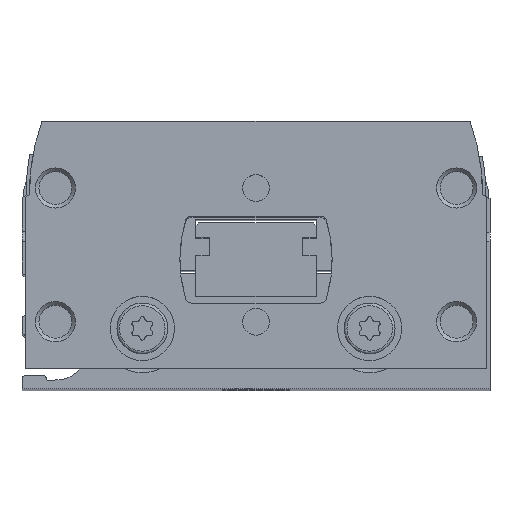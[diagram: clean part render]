
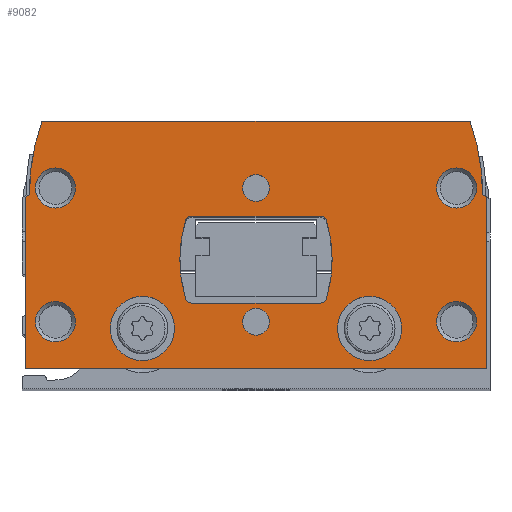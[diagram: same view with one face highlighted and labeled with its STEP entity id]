
A CAD part, top view. The second image highlights one B-rep face of the part: STEP entity #9082.
In plain terms, the highlighted planar face has unit normal (0, 0, 1).
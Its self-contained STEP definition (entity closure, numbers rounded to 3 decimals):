
#604=CIRCLE('',#9837,16.5);
#610=CIRCLE('',#9849,16.5);
#613=CIRCLE('',#9853,0.5);
#614=CIRCLE('',#9855,10.);
#617=CIRCLE('',#9859,10.);
#618=CIRCLE('',#9861,0.5);
#637=CIRCLE('',#9884,2.4);
#638=CIRCLE('',#9885,2.4);
#639=CIRCLE('',#9886,1.);
#640=CIRCLE('',#9887,1.);
#641=CIRCLE('',#9888,1.5);
#642=CIRCLE('',#9889,1.5);
#643=CIRCLE('',#9890,1.5);
#644=CIRCLE('',#9891,1.5);
#645=CIRCLE('',#9892,0.5);
#646=CIRCLE('',#9893,0.5);
#1998=ORIENTED_EDGE('',*,*,#3624,.F.);
#1999=ORIENTED_EDGE('',*,*,#3625,.F.);
#2000=ORIENTED_EDGE('',*,*,#3626,.T.);
#2001=ORIENTED_EDGE('',*,*,#3627,.T.);
#2002=ORIENTED_EDGE('',*,*,#3628,.T.);
#2003=ORIENTED_EDGE('',*,*,#3629,.T.);
#2004=ORIENTED_EDGE('',*,*,#3630,.T.);
#2005=ORIENTED_EDGE('',*,*,#3631,.T.);
#2006=ORIENTED_EDGE('',*,*,#3587,.F.);
#2007=ORIENTED_EDGE('',*,*,#3606,.F.);
#2008=ORIENTED_EDGE('',*,*,#3599,.F.);
#2009=ORIENTED_EDGE('',*,*,#3596,.F.);
#2010=ORIENTED_EDGE('',*,*,#3632,.F.);
#2011=ORIENTED_EDGE('',*,*,#3633,.F.);
#2012=ORIENTED_EDGE('',*,*,#3634,.F.);
#2013=ORIENTED_EDGE('',*,*,#3590,.F.);
#2014=ORIENTED_EDGE('',*,*,#3574,.T.);
#2015=ORIENTED_EDGE('',*,*,#3568,.T.);
#2016=ORIENTED_EDGE('',*,*,#3608,.T.);
#2017=ORIENTED_EDGE('',*,*,#3539,.T.);
#2018=ORIENTED_EDGE('',*,*,#3544,.T.);
#2019=ORIENTED_EDGE('',*,*,#3548,.T.);
#2020=ORIENTED_EDGE('',*,*,#3623,.T.);
#2021=ORIENTED_EDGE('',*,*,#3580,.T.);
#3539=EDGE_CURVE('',#4458,#4457,#5097,.T.);
#3544=EDGE_CURVE('',#4457,#4461,#5102,.T.);
#3548=EDGE_CURVE('',#4461,#4463,#604,.T.);
#3568=EDGE_CURVE('',#4478,#4480,#5120,.T.);
#3574=EDGE_CURVE('',#4484,#4478,#5126,.T.);
#3580=EDGE_CURVE('',#4489,#4484,#610,.T.);
#3587=EDGE_CURVE('',#4493,#4494,#613,.T.);
#3590=EDGE_CURVE('',#4494,#4495,#614,.T.);
#3596=EDGE_CURVE('',#4499,#4500,#617,.T.);
#3599=EDGE_CURVE('',#4500,#4502,#618,.T.);
#3606=EDGE_CURVE('',#4502,#4493,#5140,.T.);
#3608=EDGE_CURVE('',#4480,#4458,#5142,.T.);
#3623=EDGE_CURVE('',#4463,#4489,#5143,.T.);
#3624=EDGE_CURVE('',#4521,#4521,#637,.T.);
#3625=EDGE_CURVE('',#4522,#4522,#638,.T.);
#3626=EDGE_CURVE('',#4523,#4523,#639,.T.);
#3627=EDGE_CURVE('',#4524,#4524,#640,.T.);
#3628=EDGE_CURVE('',#4525,#4525,#641,.T.);
#3629=EDGE_CURVE('',#4526,#4526,#642,.T.);
#3630=EDGE_CURVE('',#4527,#4527,#643,.T.);
#3631=EDGE_CURVE('',#4528,#4528,#644,.T.);
#3632=EDGE_CURVE('',#4529,#4499,#645,.T.);
#3633=EDGE_CURVE('',#4530,#4529,#5144,.T.);
#3634=EDGE_CURVE('',#4495,#4530,#646,.T.);
#4457=VERTEX_POINT('',#14172);
#4458=VERTEX_POINT('',#14174);
#4461=VERTEX_POINT('',#14182);
#4463=VERTEX_POINT('',#14189);
#4478=VERTEX_POINT('',#14223);
#4480=VERTEX_POINT('',#14228);
#4484=VERTEX_POINT('',#14239);
#4489=VERTEX_POINT('',#14254);
#4493=VERTEX_POINT('',#14268);
#4494=VERTEX_POINT('',#14270);
#4495=VERTEX_POINT('',#14278);
#4499=VERTEX_POINT('',#14291);
#4500=VERTEX_POINT('',#14293);
#4502=VERTEX_POINT('',#14302);
#4521=VERTEX_POINT('',#14350);
#4522=VERTEX_POINT('',#14352);
#4523=VERTEX_POINT('',#14354);
#4524=VERTEX_POINT('',#14356);
#4525=VERTEX_POINT('',#14358);
#4526=VERTEX_POINT('',#14360);
#4527=VERTEX_POINT('',#14362);
#4528=VERTEX_POINT('',#14364);
#4529=VERTEX_POINT('',#14366);
#4530=VERTEX_POINT('',#14368);
#5097=LINE('',#14173,#5603);
#5102=LINE('',#14183,#5608);
#5120=LINE('',#14229,#5626);
#5126=LINE('',#14241,#5632);
#5140=LINE('',#14314,#5646);
#5142=LINE('',#14317,#5648);
#5143=LINE('',#14347,#5649);
#5144=LINE('',#14367,#5650);
#5603=VECTOR('',#11628,1000.);
#5608=VECTOR('',#11635,1000.);
#5626=VECTOR('',#11671,1000.);
#5632=VECTOR('',#11681,1000.);
#5646=VECTOR('',#11737,1000.);
#5648=VECTOR('',#11741,1000.);
#5649=VECTOR('',#11772,1000.);
#5650=VECTOR('',#11793,1000.);
#6142=EDGE_LOOP('',(#1998));
#6143=EDGE_LOOP('',(#1999));
#6144=EDGE_LOOP('',(#2000));
#6145=EDGE_LOOP('',(#2001));
#6146=EDGE_LOOP('',(#2002));
#6147=EDGE_LOOP('',(#2003));
#6148=EDGE_LOOP('',(#2004));
#6149=EDGE_LOOP('',(#2005));
#6150=EDGE_LOOP('',(#2006,#2007,#2008,#2009,#2010,#2011,#2012,#2013));
#6151=EDGE_LOOP('',(#2014,#2015,#2016,#2017,#2018,#2019,#2020,#2021));
#6850=FACE_BOUND('',#6142,.T.);
#6851=FACE_BOUND('',#6143,.T.);
#6852=FACE_BOUND('',#6144,.T.);
#6853=FACE_BOUND('',#6145,.T.);
#6854=FACE_BOUND('',#6146,.T.);
#6855=FACE_BOUND('',#6147,.T.);
#6856=FACE_BOUND('',#6148,.T.);
#6857=FACE_BOUND('',#6149,.T.);
#6858=FACE_BOUND('',#6150,.T.);
#6859=FACE_BOUND('',#6151,.T.);
#7329=PLANE('',#9883);
#9082=ADVANCED_FACE('',(#6850,#6851,#6852,#6853,#6854,#6855,#6856,#6857,
#6858,#6859),#7329,.T.);
#9837=AXIS2_PLACEMENT_3D('',#14190,#11642,#11643);
#9849=AXIS2_PLACEMENT_3D('',#14253,#11692,#11693);
#9853=AXIS2_PLACEMENT_3D('',#14269,#11703,#11704);
#9855=AXIS2_PLACEMENT_3D('',#14277,#11708,#11709);
#9859=AXIS2_PLACEMENT_3D('',#14292,#11718,#11719);
#9861=AXIS2_PLACEMENT_3D('',#14301,#11723,#11724);
#9883=AXIS2_PLACEMENT_3D('',#14348,#11773,#11774);
#9884=AXIS2_PLACEMENT_3D('',#14349,#11775,#11776);
#9885=AXIS2_PLACEMENT_3D('',#14351,#11777,#11778);
#9886=AXIS2_PLACEMENT_3D('',#14353,#11779,#11780);
#9887=AXIS2_PLACEMENT_3D('',#14355,#11781,#11782);
#9888=AXIS2_PLACEMENT_3D('',#14357,#11783,#11784);
#9889=AXIS2_PLACEMENT_3D('',#14359,#11785,#11786);
#9890=AXIS2_PLACEMENT_3D('',#14361,#11787,#11788);
#9891=AXIS2_PLACEMENT_3D('',#14363,#11789,#11790);
#9892=AXIS2_PLACEMENT_3D('',#14365,#11791,#11792);
#9893=AXIS2_PLACEMENT_3D('',#14369,#11794,#11795);
#11628=DIRECTION('',(0.,1.,0.));
#11635=DIRECTION('',(-0.866,0.5,0.));
#11642=DIRECTION('',(0.,0.,1.));
#11643=DIRECTION('',(1.,0.,0.));
#11671=DIRECTION('',(0.,-1.,0.));
#11681=DIRECTION('',(-0.866,-0.5,0.));
#11692=DIRECTION('',(0.,0.,1.));
#11693=DIRECTION('',(1.,0.,0.));
#11703=DIRECTION('',(0.,0.,1.));
#11704=DIRECTION('',(1.,0.,0.));
#11708=DIRECTION('',(0.,0.,1.));
#11709=DIRECTION('',(1.,0.,0.));
#11718=DIRECTION('',(0.,0.,1.));
#11719=DIRECTION('',(1.,0.,0.));
#11723=DIRECTION('',(0.,0.,1.));
#11724=DIRECTION('',(1.,0.,0.));
#11737=DIRECTION('',(-1.,0.,0.));
#11741=DIRECTION('',(1.,0.,0.));
#11772=DIRECTION('',(-1.,0.,0.));
#11773=DIRECTION('',(0.,0.,1.));
#11774=DIRECTION('',(1.,0.,0.));
#11775=DIRECTION('',(0.,0.,1.));
#11776=DIRECTION('',(1.,0.,0.));
#11777=DIRECTION('',(0.,0.,1.));
#11778=DIRECTION('',(1.,0.,0.));
#11779=DIRECTION('',(0.,0.,-1.));
#11780=DIRECTION('',(-1.,0.,0.));
#11781=DIRECTION('',(0.,0.,-1.));
#11782=DIRECTION('',(-1.,0.,0.));
#11783=DIRECTION('',(0.,0.,-1.));
#11784=DIRECTION('',(-1.,0.,0.));
#11785=DIRECTION('',(0.,0.,-1.));
#11786=DIRECTION('',(-1.,0.,0.));
#11787=DIRECTION('',(0.,0.,-1.));
#11788=DIRECTION('',(-1.,0.,0.));
#11789=DIRECTION('',(0.,0.,-1.));
#11790=DIRECTION('',(-1.,0.,0.));
#11791=DIRECTION('',(0.,0.,1.));
#11792=DIRECTION('',(1.,0.,0.));
#11793=DIRECTION('',(1.,0.,0.));
#11794=DIRECTION('',(0.,0.,1.));
#11795=DIRECTION('',(1.,0.,0.));
#14172=CARTESIAN_POINT('',(17.25,12.827,0.));
#14173=CARTESIAN_POINT('',(17.25,0.,0.));
#14174=CARTESIAN_POINT('',(17.25,0.,0.));
#14182=CARTESIAN_POINT('',(16.95,13.,0.));
#14183=CARTESIAN_POINT('',(17.25,12.827,0.));
#14189=CARTESIAN_POINT('',(16.006,18.5,0.));
#14190=CARTESIAN_POINT('',(0.45,13.,0.));
#14223=CARTESIAN_POINT('',(-17.25,12.827,0.));
#14228=CARTESIAN_POINT('',(-17.25,0.,0.));
#14229=CARTESIAN_POINT('',(-17.25,12.827,0.));
#14239=CARTESIAN_POINT('',(-16.95,13.,0.));
#14241=CARTESIAN_POINT('',(-16.95,13.,0.));
#14253=CARTESIAN_POINT('',(-0.45,13.,0.));
#14254=CARTESIAN_POINT('',(-16.006,18.5,0.));
#14268=CARTESIAN_POINT('',(-4.793,11.4,0.));
#14269=CARTESIAN_POINT('',(-4.793,10.9,0.));
#14270=CARTESIAN_POINT('',(-5.272,11.045,0.));
#14277=CARTESIAN_POINT('',(4.3,8.15,0.));
#14278=CARTESIAN_POINT('',(-5.272,5.255,0.));
#14291=CARTESIAN_POINT('',(5.272,5.255,0.));
#14292=CARTESIAN_POINT('',(-4.3,8.15,0.));
#14293=CARTESIAN_POINT('',(5.272,11.045,0.));
#14301=CARTESIAN_POINT('',(4.793,10.9,0.));
#14302=CARTESIAN_POINT('',(4.793,11.4,0.));
#14314=CARTESIAN_POINT('',(4.793,11.4,0.));
#14317=CARTESIAN_POINT('',(-17.25,0.,0.));
#14347=CARTESIAN_POINT('',(16.006,18.5,0.));
#14348=CARTESIAN_POINT('',(0.45,13.,0.));
#14349=CARTESIAN_POINT('',(-8.5,3.,0.));
#14350=CARTESIAN_POINT('',(-6.1,3.,0.));
#14351=CARTESIAN_POINT('',(8.5,3.,0.));
#14352=CARTESIAN_POINT('',(10.9,3.,0.));
#14353=CARTESIAN_POINT('',(0.,13.5,0.));
#14354=CARTESIAN_POINT('',(-1.,13.5,0.));
#14355=CARTESIAN_POINT('',(0.,3.5,0.));
#14356=CARTESIAN_POINT('',(-1.,3.5,0.));
#14357=CARTESIAN_POINT('',(15.,3.5,0.));
#14358=CARTESIAN_POINT('',(13.5,3.5,0.));
#14359=CARTESIAN_POINT('',(-15.,3.5,0.));
#14360=CARTESIAN_POINT('',(-16.5,3.5,0.));
#14361=CARTESIAN_POINT('',(-15.,13.5,0.));
#14362=CARTESIAN_POINT('',(-16.5,13.5,0.));
#14363=CARTESIAN_POINT('',(15.,13.5,0.));
#14364=CARTESIAN_POINT('',(13.5,13.5,0.));
#14365=CARTESIAN_POINT('',(4.793,5.4,0.));
#14366=CARTESIAN_POINT('',(4.793,4.9,0.));
#14367=CARTESIAN_POINT('',(-4.793,4.9,0.));
#14368=CARTESIAN_POINT('',(-4.793,4.9,0.));
#14369=CARTESIAN_POINT('',(-4.793,5.4,0.));
